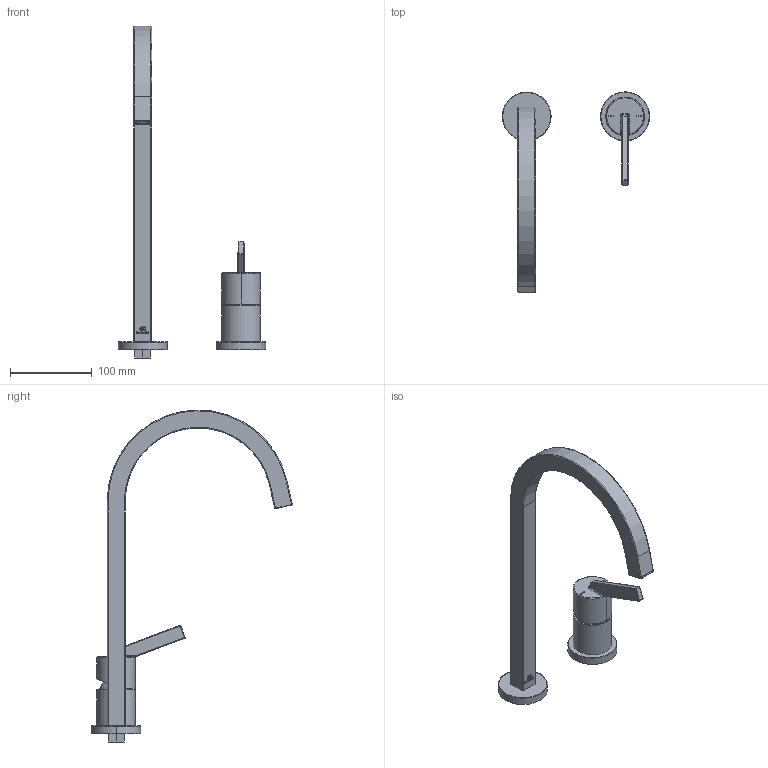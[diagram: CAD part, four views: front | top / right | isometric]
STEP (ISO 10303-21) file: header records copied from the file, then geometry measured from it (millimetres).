
FILE_DESCRIPTION((''),'2;1');
FILE_NAME('BD423AA_3DPL','2022-06-07T08:43:50',('HristovG'),('IDEAL STANDARD BVBA'),'CREO PARAMETRIC BY PTC INC, 2022024','CREO PARAMETRIC BY PTC INC, 2022024','');
FILE_SCHEMA(('AP242_MANAGED_MODEL_BASED_3D_ENGINEERING_MIM_LF { 1 0 10303 442 1 1 4 }'));
Length unit declared in the file: millimetre
Products named in the file (1): BD423AA_3DPL
Bounding box: 179.75 x 244.78 x 404.96 mm (x, y, z)
Volume: 496566.1 mm3; surface area: 84614.8 mm2
Topology: 2 solids, 5 shells, 353 faces, 914 edges, 600 vertices
Faces by surface type: bspline 139, plane 131, cylinder 52, torus 15, sphere 11, cone 3, extrusion 2
Entity records: 24644 total; most frequent: CARTESIAN_POINT 13965, ORIENTED_EDGE 1782, DIRECTION 1294, EDGE_CURVE 897, VERTEX_POINT 582, VECTOR 442, LINE 440, AXIS2_PLACEMENT_3D 426
